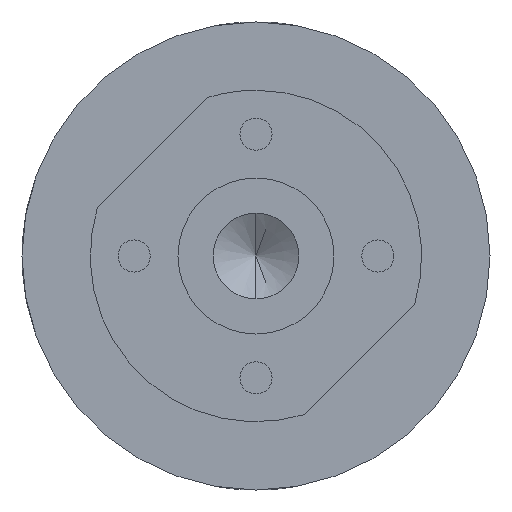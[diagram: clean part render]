
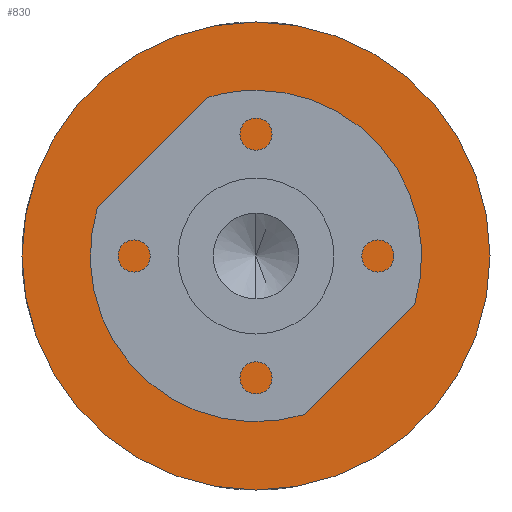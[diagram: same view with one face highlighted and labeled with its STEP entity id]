
A CAD part, left-side view. The second image highlights one B-rep face of the part: STEP entity #830.
In plain terms, the highlighted planar face has unit normal (-1, 0, 0).
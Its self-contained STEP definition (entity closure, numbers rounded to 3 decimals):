
#72 = DIRECTION ( 'NONE',  ( 1., 0., 0. ) ) ;
#120 = EDGE_LOOP ( 'NONE', ( #403, #661 ) ) ;
#123 = CARTESIAN_POINT ( 'NONE',  ( 13., 0., 0. ) ) ;
#126 = EDGE_CURVE ( 'NONE', #451, #696, #1115, .T. ) ;
#185 = DIRECTION ( 'NONE',  ( 1., 0., 0. ) ) ;
#202 = CARTESIAN_POINT ( 'NONE',  ( 13., 0., 0. ) ) ;
#244 = EDGE_CURVE ( 'NONE', #1064, #755, #652, .T. ) ;
#262 = CARTESIAN_POINT ( 'NONE',  ( 13., 0., 0. ) ) ;
#269 = DIRECTION ( 'NONE',  ( 0., 0., -1. ) ) ;
#295 = FACE_BOUND ( 'NONE', #659, .T. ) ;
#396 = CARTESIAN_POINT ( 'NONE',  ( 13., 0., 0. ) ) ;
#403 = ORIENTED_EDGE ( 'NONE', *, *, #702, .F. ) ;
#431 = EDGE_CURVE ( 'NONE', #755, #1064, #543, .T. ) ;
#449 = DIRECTION ( 'NONE',  ( 1., 0., 0. ) ) ;
#451 = VERTEX_POINT ( 'NONE', #563 ) ;
#538 = DIRECTION ( 'NONE',  ( 1., 0., 0. ) ) ;
#543 = CIRCLE ( 'NONE', #848, 7. ) ;
#548 = AXIS2_PLACEMENT_3D ( 'NONE', #202, #538, #636 ) ;
#563 = CARTESIAN_POINT ( 'NONE',  ( 13., 0., -24. ) ) ;
#603 = CARTESIAN_POINT ( 'NONE',  ( 13., 0., 24. ) ) ;
#636 = DIRECTION ( 'NONE',  ( 0., 0., -1. ) ) ;
#646 = ORIENTED_EDGE ( 'NONE', *, *, #431, .T. ) ;
#652 = CIRCLE ( 'NONE', #548, 7. ) ;
#659 = EDGE_LOOP ( 'NONE', ( #773, #646 ) ) ;
#661 = ORIENTED_EDGE ( 'NONE', *, *, #126, .F. ) ;
#696 = VERTEX_POINT ( 'NONE', #603 ) ;
#702 = EDGE_CURVE ( 'NONE', #696, #451, #1079, .T. ) ;
#739 = AXIS2_PLACEMENT_3D ( 'NONE', #396, #72, #865 ) ;
#744 = PLANE ( 'NONE',  #739 ) ;
#746 = CARTESIAN_POINT ( 'NONE',  ( 13., 0., 7. ) ) ;
#755 = VERTEX_POINT ( 'NONE', #1364 ) ;
#773 = ORIENTED_EDGE ( 'NONE', *, *, #244, .T. ) ;
#799 = AXIS2_PLACEMENT_3D ( 'NONE', #1427, #1002, #1156 ) ;
#830 = ADVANCED_FACE ( 'NONE', ( #1134, #295 ), #744, .F. ) ;
#848 = AXIS2_PLACEMENT_3D ( 'NONE', #123, #449, #907 ) ;
#858 = AXIS2_PLACEMENT_3D ( 'NONE', #262, #185, #269 ) ;
#865 = DIRECTION ( 'NONE',  ( 0., 0., -1. ) ) ;
#907 = DIRECTION ( 'NONE',  ( 0., 0., -1. ) ) ;
#1002 = DIRECTION ( 'NONE',  ( 1., 0., 0. ) ) ;
#1064 = VERTEX_POINT ( 'NONE', #746 ) ;
#1079 = CIRCLE ( 'NONE', #799, 24. ) ;
#1115 = CIRCLE ( 'NONE', #858, 24. ) ;
#1134 = FACE_OUTER_BOUND ( 'NONE', #120, .T. ) ;
#1156 = DIRECTION ( 'NONE',  ( 0., 0., -1. ) ) ;
#1364 = CARTESIAN_POINT ( 'NONE',  ( 13., 0., -7. ) ) ;
#1427 = CARTESIAN_POINT ( 'NONE',  ( 13., 0., 0. ) ) ;
